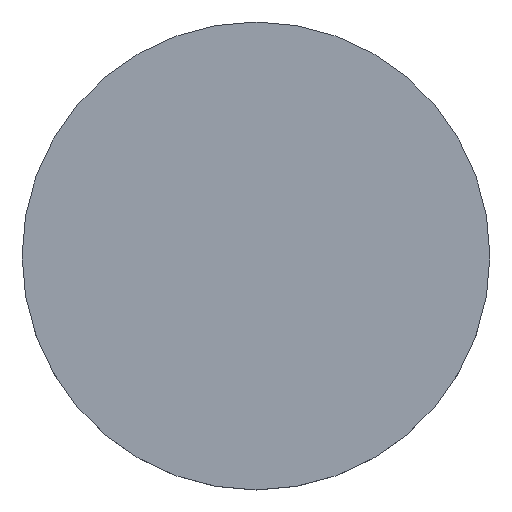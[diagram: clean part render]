
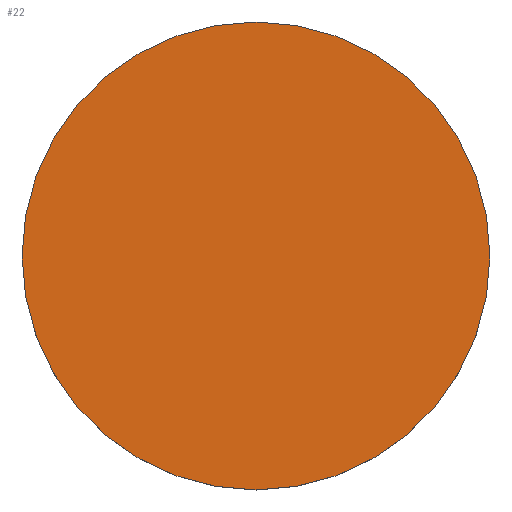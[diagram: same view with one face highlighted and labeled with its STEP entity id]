
A CAD part, top view. The second image highlights one B-rep face of the part: STEP entity #22.
In plain terms, the highlighted planar face has unit normal (0, 0, 1).
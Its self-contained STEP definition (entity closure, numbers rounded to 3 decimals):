
#18 = PLANE ( 'NONE',  #163 ) ;
#22 = ADVANCED_FACE ( 'NONE', ( #70 ), #18, .T. ) ;
#35 = CARTESIAN_POINT ( 'NONE',  ( 0., 0., 5.7 ) ) ;
#40 = EDGE_CURVE ( 'NONE', #85, #84, #112, .T. ) ;
#63 = CARTESIAN_POINT ( 'NONE',  ( 12.7, 0., 5.7 ) ) ;
#70 = FACE_OUTER_BOUND ( 'NONE', #145, .T. ) ;
#84 = VERTEX_POINT ( 'NONE', #63 ) ;
#85 = VERTEX_POINT ( 'NONE', #201 ) ;
#87 = DIRECTION ( 'NONE',  ( 0., 0., -1. ) ) ;
#112 = CIRCLE ( 'NONE', #212, 12.7 ) ;
#115 = AXIS2_PLACEMENT_3D ( 'NONE', #35, #209, #173 ) ;
#132 = DIRECTION ( 'NONE',  ( 1., 0., 0. ) ) ;
#145 = EDGE_LOOP ( 'NONE', ( #214, #193 ) ) ;
#163 = AXIS2_PLACEMENT_3D ( 'NONE', #177, #180, #219 ) ;
#173 = DIRECTION ( 'NONE',  ( 1., 0., 0. ) ) ;
#177 = CARTESIAN_POINT ( 'NONE',  ( 0., 26.112, 5.7 ) ) ;
#179 = CIRCLE ( 'NONE', #115, 12.7 ) ;
#180 = DIRECTION ( 'NONE',  ( 0., 0., 1. ) ) ;
#185 = CARTESIAN_POINT ( 'NONE',  ( 0., 0., 5.7 ) ) ;
#193 = ORIENTED_EDGE ( 'NONE', *, *, #40, .F. ) ;
#197 = EDGE_CURVE ( 'NONE', #84, #85, #179, .T. ) ;
#201 = CARTESIAN_POINT ( 'NONE',  ( -12.7, 0., 5.7 ) ) ;
#209 = DIRECTION ( 'NONE',  ( 0., 0., -1. ) ) ;
#212 = AXIS2_PLACEMENT_3D ( 'NONE', #185, #87, #132 ) ;
#214 = ORIENTED_EDGE ( 'NONE', *, *, #197, .F. ) ;
#219 = DIRECTION ( 'NONE',  ( 1., 0., 0. ) ) ;
